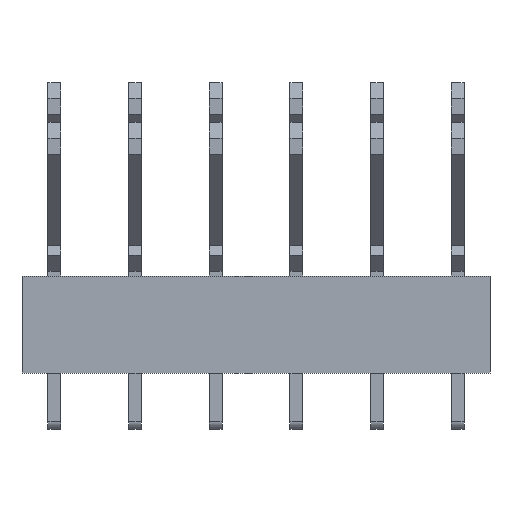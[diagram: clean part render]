
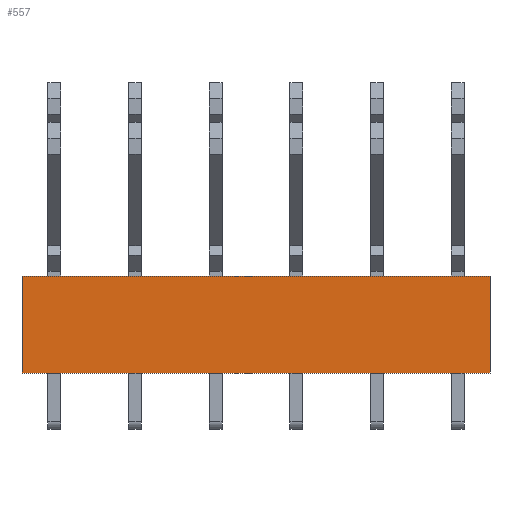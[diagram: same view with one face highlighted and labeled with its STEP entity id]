
A CAD part, front view. The second image highlights one B-rep face of the part: STEP entity #557.
In plain terms, the highlighted planar face has unit normal (0, -1, 0).
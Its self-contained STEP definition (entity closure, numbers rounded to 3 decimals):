
#544=AXIS2_PLACEMENT_3D('Plane Axis2P3D',#541,#542,#543) ;
#42=CARTESIAN_POINT('Vertex',(29.,5.212,3.5)) ;
#45=CARTESIAN_POINT('Line Origine',(14.5,5.212,3.5)) ;
#49=CARTESIAN_POINT('Vertex',(0.,5.212,3.5)) ;
#484=CARTESIAN_POINT('Line Origine',(29.,5.212,6.5)) ;
#488=CARTESIAN_POINT('Vertex',(29.,5.212,9.5)) ;
#519=CARTESIAN_POINT('Vertex',(0.,5.212,9.5)) ;
#529=CARTESIAN_POINT('Line Origine',(0.,5.212,6.5)) ;
#541=CARTESIAN_POINT('Axis2P3D Location',(0.,5.212,9.5)) ;
#546=CARTESIAN_POINT('Line Origine',(14.5,5.212,9.5)) ;
#46=DIRECTION('Vector Direction',(1.,0.,0.)) ;
#485=DIRECTION('Vector Direction',(0.,0.,-1.)) ;
#530=DIRECTION('Vector Direction',(0.,0.,-1.)) ;
#542=DIRECTION('Axis2P3D Direction',(0.,-1.,0.)) ;
#543=DIRECTION('Axis2P3D XDirection',(0.,0.,-1.)) ;
#547=DIRECTION('Vector Direction',(1.,0.,0.)) ;
#47=VECTOR('Line Direction',#46,1.) ;
#486=VECTOR('Line Direction',#485,1.) ;
#531=VECTOR('Line Direction',#530,1.) ;
#548=VECTOR('Line Direction',#547,1.) ;
#552=ORIENTED_EDGE('',*,*,#490,.T.) ;
#553=ORIENTED_EDGE('',*,*,#550,.F.) ;
#554=ORIENTED_EDGE('',*,*,#533,.F.) ;
#555=ORIENTED_EDGE('',*,*,#51,.T.) ;
#557=ADVANCED_FACE('_PCF 5.00/06/135 3.5 OR 9511830000',(#556),#545,.T.) ;
#51=EDGE_CURVE('',#50,#43,#48,.T.) ;
#490=EDGE_CURVE('',#43,#489,#487,.F.) ;
#533=EDGE_CURVE('',#50,#520,#532,.F.) ;
#550=EDGE_CURVE('',#520,#489,#549,.T.) ;
#551=EDGE_LOOP('',(#552,#553,#554,#555)) ;
#556=FACE_OUTER_BOUND('',#551,.T.) ;
#48=LINE('Line',#45,#47) ;
#487=LINE('Line',#484,#486) ;
#532=LINE('Line',#529,#531) ;
#549=LINE('Line',#546,#548) ;
#545=PLANE('',#544) ;
#43=VERTEX_POINT('',#42) ;
#50=VERTEX_POINT('',#49) ;
#489=VERTEX_POINT('',#488) ;
#520=VERTEX_POINT('',#519) ;
